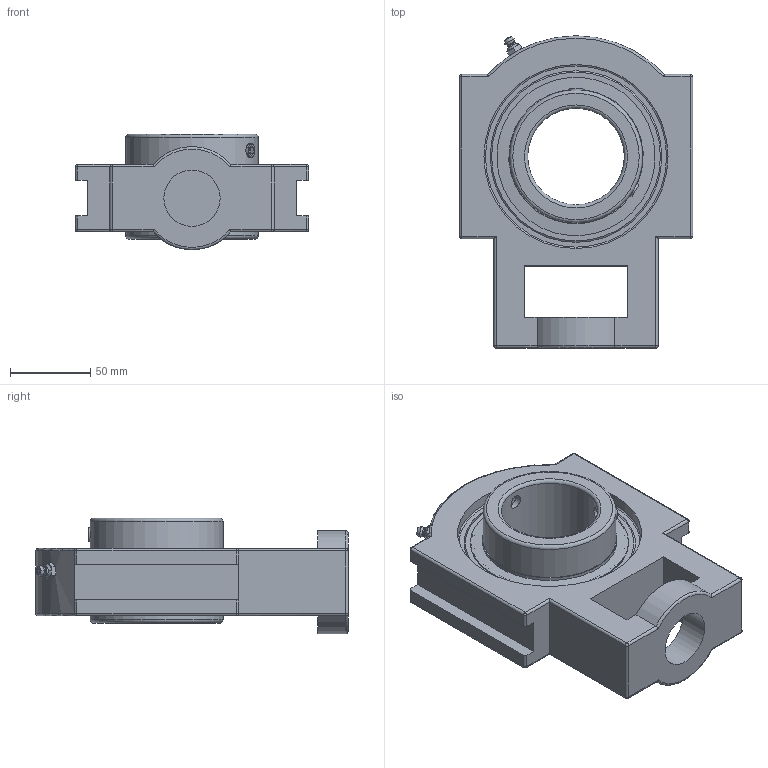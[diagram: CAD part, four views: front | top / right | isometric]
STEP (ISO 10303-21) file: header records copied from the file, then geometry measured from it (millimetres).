
FILE_DESCRIPTION(('HOOPS Exchange Step'),'2;1');
FILE_NAME('export-C1CC7FA1-D7DF-4809-A979-882E774AF536.stp','2019-12-18T08:34:36-08:00',('ibuslach'),('Alibre'),'HOOPS Exchange 2019.2','Alibre','Unknown authorisation');
FILE_SCHEMA( ('AP242_MANAGED_MODEL_BASED_3D_ENGINEERING_MIM_LF {1 0 10303 442 1 1 4 }') );
Length unit declared in the file: centimetre
Products named in the file (7): MRN ST 212; UCP ZERK 6mm; SUC 212 RACES; SUC 212 SHIELD; SUC 212 SS; MRN SUC 212; MRN SUCT 212
Assembly tree (8 placements, depth 3):
  MRN SUCT 212
    MRN ST 212
    UCP ZERK 6mm
    MRN SUC 212
      SUC 212 RACES
      SUC 212 SHIELD  x2
      SUC 212 SS  x2
Bounding box: 145 x 194 x 71.7 mm (x, y, z)
Volume: 664937.6 mm3; surface area: 148726.6 mm2
Topology: 8 solids, 8 shells, 200 faces, 514 edges, 313 vertices
Faces by surface type: cylinder 70, plane 67, sphere 21, torus 20, cone 18, bspline 4
Full cylindrical faces by diameter (mm): 1.763 x2, 6 x2, 8.382 x4, 35 x1, 60 x1, 82.55 x4, 83.566 x2, 94.498 x2, 98.425 x2, 114.37 x2
Entity records: 8604 total; most frequent: CARTESIAN_POINT 3985, DIRECTION 995, ORIENTED_EDGE 902, EDGE_CURVE 451, AXIS2_PLACEMENT_3D 401, VERTEX_POINT 282, EDGE_LOOP 205, FACE_BOUND 205
